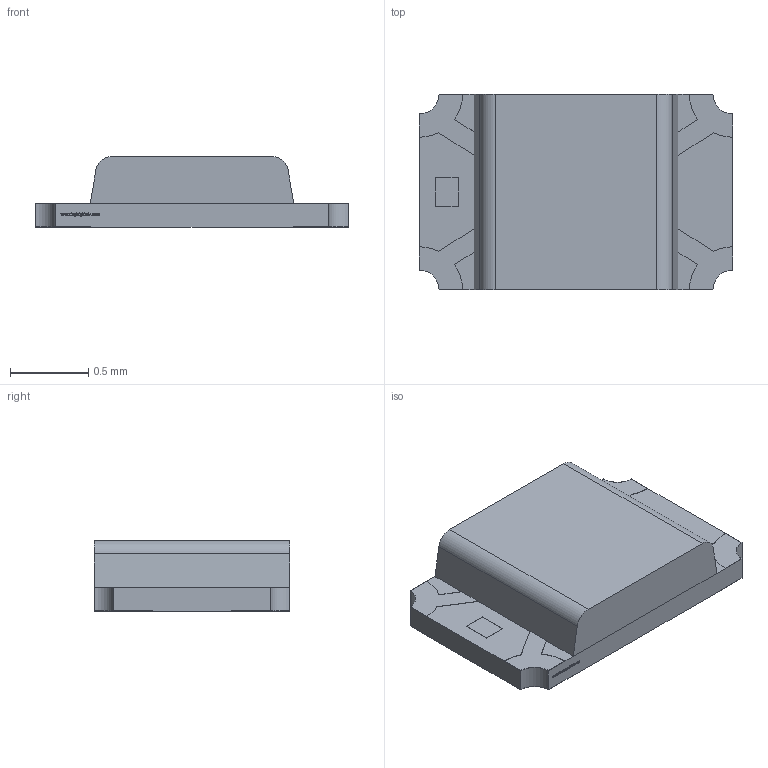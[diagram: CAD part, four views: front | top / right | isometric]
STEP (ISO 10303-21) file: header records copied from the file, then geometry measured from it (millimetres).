
FILE_DESCRIPTION(('FreeCAD Model'),'2;1');
FILE_NAME('LED_0805_DUAL.step','2017-11-07T13:34:52',('kicad StepUp'),('ksu MCAD'), 'Open CASCADE STEP processor 6.8','FreeCAD','Unknown');
FILE_SCHEMA(('AUTOMOTIVE_DESIGN_CC2 { 1 2 10303 214 -1 1 5 4 }'));
Length unit declared in the file: millimetre
Products named in the file (1): LED_0805_DUAL
Bounding box: 2 x 1.25 x 0.45 mm (x, y, z)
Volume: 0.8 mm3; surface area: 7.2 mm2
Topology: 1 solids, 1 shells, 415 faces, 1098 edges, 714 vertices
Faces by surface type: plane 269, bspline 116, cylinder 30
Entity records: 21042 total; most frequent: CARTESIAN_POINT 8616, ORIENTED_EDGE 2196, DIRECTION 1510, EDGE_CURVE 1098, LINE 822, VECTOR 822, VERTEX_POINT 714, FACE_BOUND 444
